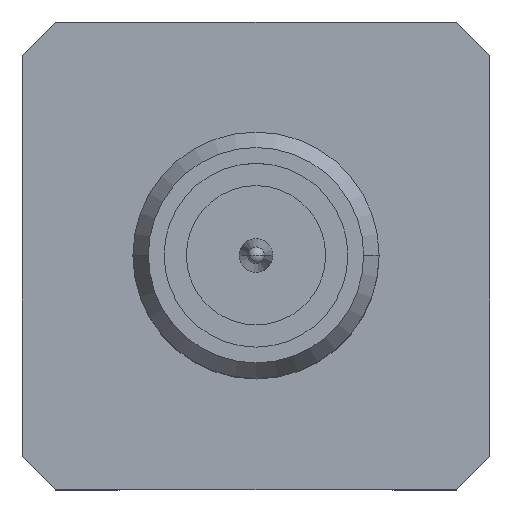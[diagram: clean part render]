
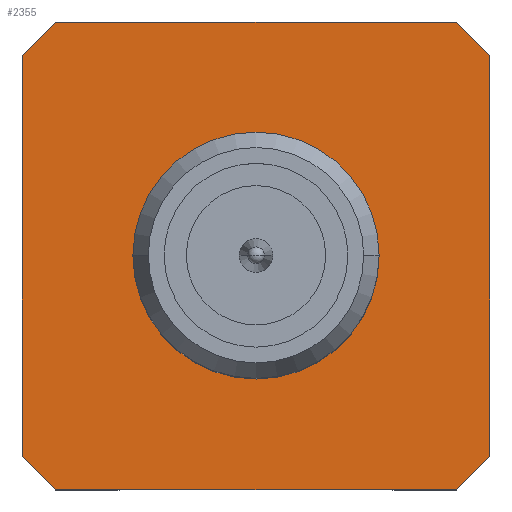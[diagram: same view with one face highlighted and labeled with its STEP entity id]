
A CAD part, top view. The second image highlights one B-rep face of the part: STEP entity #2355.
In plain terms, the highlighted planar face has unit normal (0, 0, 1).
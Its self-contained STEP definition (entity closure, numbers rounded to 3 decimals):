
#2020=CARTESIAN_POINT('',(3.5,3.0,1.8));
#2021=VERTEX_POINT('',#2020);
#2028=CARTESIAN_POINT('',(3.5,-3.0,1.8));
#2029=VERTEX_POINT('',#2028);
#2030=CARTESIAN_POINT('',(3.5,3.0,1.8));
#2031=DIRECTION('',(0.0,-1.0,0.0));
#2032=VECTOR('',#2031,6.0);
#2033=LINE('',#2030,#2032);
#2034=EDGE_CURVE('',#2021,#2029,#2033,.T.);
#2176=CARTESIAN_POINT('',(-3.0,3.5,1.8));
#2177=VERTEX_POINT('',#2176);
#2184=CARTESIAN_POINT('',(3.0,3.5,1.8));
#2185=VERTEX_POINT('',#2184);
#2186=CARTESIAN_POINT('',(-3.0,3.5,1.8));
#2187=DIRECTION('',(1.0,0.0,0.0));
#2188=VECTOR('',#2187,6.0);
#2189=LINE('',#2186,#2188);
#2190=EDGE_CURVE('',#2177,#2185,#2189,.T.);
#2209=CARTESIAN_POINT('',(-3.5,-3.0,1.8));
#2210=VERTEX_POINT('',#2209);
#2217=CARTESIAN_POINT('',(-3.5,3.0,1.8));
#2218=VERTEX_POINT('',#2217);
#2219=CARTESIAN_POINT('',(-3.5,-3.0,1.8));
#2220=DIRECTION('',(0.0,1.0,0.0));
#2221=VECTOR('',#2220,6.0);
#2222=LINE('',#2219,#2221);
#2223=EDGE_CURVE('',#2210,#2218,#2222,.T.);
#2243=CARTESIAN_POINT('',(-3.0,-3.5,1.8));
#2244=VERTEX_POINT('',#2243);
#2251=CARTESIAN_POINT('',(-3.0,-3.5,1.8));
#2252=DIRECTION('',(-0.707,0.707,0.0));
#2253=VECTOR('',#2252,0.707);
#2254=LINE('',#2251,#2253);
#2255=EDGE_CURVE('',#2244,#2210,#2254,.T.);
#2268=CARTESIAN_POINT('',(3.0,-3.5,1.8));
#2269=VERTEX_POINT('',#2268);
#2276=CARTESIAN_POINT('',(3.0,-3.5,1.8));
#2277=DIRECTION('',(-1.0,0.0,0.0));
#2278=VECTOR('',#2277,6.0);
#2279=LINE('',#2276,#2278);
#2280=EDGE_CURVE('',#2269,#2244,#2279,.T.);
#2296=CARTESIAN_POINT('',(3.5,-3.0,1.8));
#2297=DIRECTION('',(-0.707,-0.707,0.0));
#2298=VECTOR('',#2297,0.707);
#2299=LINE('',#2296,#2298);
#2300=EDGE_CURVE('',#2029,#2269,#2299,.T.);
#2313=CARTESIAN_POINT('',(3.0,3.5,1.8));
#2314=DIRECTION('',(0.707,-0.707,0.0));
#2315=VECTOR('',#2314,0.707);
#2316=LINE('',#2313,#2315);
#2317=EDGE_CURVE('',#2185,#2021,#2316,.T.);
#2330=CARTESIAN_POINT('',(-3.5,3.0,1.8));
#2331=DIRECTION('',(0.707,0.707,0.0));
#2332=VECTOR('',#2331,0.707);
#2333=LINE('',#2330,#2332);
#2334=EDGE_CURVE('',#2218,#2177,#2333,.T.);
#2340=CARTESIAN_POINT('',(0.,0.0,1.8));
#2341=DIRECTION('',(0.0,0.0,1.0));
#2342=DIRECTION('',(1.0,0.0,0.0));
#2343=AXIS2_PLACEMENT_3D('',#2340,#2341,#2342);
#2344=PLANE('',#2343);
#2345=ORIENTED_EDGE('',*,*,#2334,.F.);
#2346=ORIENTED_EDGE('',*,*,#2223,.F.);
#2347=ORIENTED_EDGE('',*,*,#2255,.F.);
#2348=ORIENTED_EDGE('',*,*,#2280,.F.);
#2349=ORIENTED_EDGE('',*,*,#2300,.F.);
#2350=ORIENTED_EDGE('',*,*,#2034,.F.);
#2351=ORIENTED_EDGE('',*,*,#2317,.F.);
#2352=ORIENTED_EDGE('',*,*,#2190,.F.);
#2353=EDGE_LOOP('',(#2345,#2346,#2347,#2348,#2349,#2350,#2351,#2352));
#2354=FACE_OUTER_BOUND('',#2353,.T.);
#2355=ADVANCED_FACE('',(#2354),#2344,.T.);
